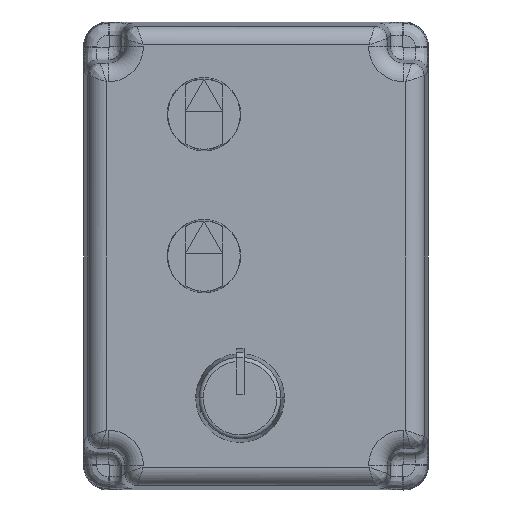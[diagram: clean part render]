
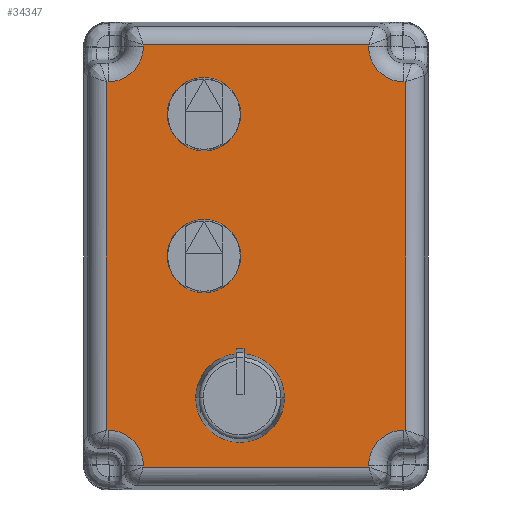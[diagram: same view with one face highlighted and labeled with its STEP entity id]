
A CAD part, front view. The second image highlights one B-rep face of the part: STEP entity #34347.
In plain terms, the highlighted planar face has unit normal (0, -1, 0).
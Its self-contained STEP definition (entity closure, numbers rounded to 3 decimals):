
#609 = CARTESIAN_POINT ( 'NONE',  ( -19.276, -21.539, 22.451 ) ) ;
#778 = ORIENTED_EDGE ( 'NONE', *, *, #24917, .T. ) ;
#845 = DIRECTION ( 'NONE',  ( 1., 0., 0. ) ) ;
#959 = EDGE_CURVE ( 'NONE', #11160, #8365, #11003, .T. ) ;
#1078 = CARTESIAN_POINT ( 'NONE',  ( -19.05, -21.539, 22.451 ) ) ;
#1158 = VECTOR ( 'NONE', #28940, 1000. ) ;
#1181 = CARTESIAN_POINT ( 'NONE',  ( 19.05, -21.539, 22.451 ) ) ;
#1534 = EDGE_CURVE ( 'NONE', #12965, #10511, #2888, .T. ) ;
#1819 = EDGE_CURVE ( 'NONE', #18547, #25333, #15250, .T. ) ;
#2232 = DIRECTION ( 'NONE',  ( -1., 0., 0. ) ) ;
#2501 = DIRECTION ( 'NONE',  ( 0., 0., 1. ) ) ;
#2582 = VECTOR ( 'NONE', #24390, 1000. ) ;
#2750 = CIRCLE ( 'NONE', #13158, 4.536 ) ;
#2782 = CARTESIAN_POINT ( 'NONE',  ( 14.514, -21.539, -26.987 ) ) ;
#2888 = LINE ( 'NONE', #18944, #12318 ) ;
#3025 = CARTESIAN_POINT ( 'NONE',  ( -22.225, -21.539, -30.162 ) ) ;
#3143 = VERTEX_POINT ( 'NONE', #19261 ) ;
#3269 = CIRCLE ( 'NONE', #5812, 4.536 ) ;
#3412 = EDGE_CURVE ( 'NONE', #20363, #3143, #20849, .T. ) ;
#3439 = VECTOR ( 'NONE', #13976, 1000. ) ;
#3633 = DIRECTION ( 'NONE',  ( -1., 0., 0. ) ) ;
#3642 = DIRECTION ( 'NONE',  ( -1., 0., 0. ) ) ;
#3680 = ORIENTED_EDGE ( 'NONE', *, *, #27567, .T. ) ;
#4190 = DIRECTION ( 'NONE',  ( -1., 0., 0. ) ) ;
#4380 = VERTEX_POINT ( 'NONE', #2782 ) ;
#4923 = DIRECTION ( 'NONE',  ( 0., 0., -1. ) ) ;
#5538 = CARTESIAN_POINT ( 'NONE',  ( 14.514, -21.539, -30.162 ) ) ;
#5668 = CARTESIAN_POINT ( 'NONE',  ( 19.276, -21.539, -30.162 ) ) ;
#5800 = CARTESIAN_POINT ( 'NONE',  ( -19.276, -21.539, -22.451 ) ) ;
#5812 = AXIS2_PLACEMENT_3D ( 'NONE', #33639, #15566, #12104 ) ;
#6469 = FACE_OUTER_BOUND ( 'NONE', #35269, .T. ) ;
#7240 = VECTOR ( 'NONE', #2501, 1000. ) ;
#7347 = EDGE_CURVE ( 'NONE', #7896, #25634, #31470, .T. ) ;
#7896 = VERTEX_POINT ( 'NONE', #1078 ) ;
#8365 = VERTEX_POINT ( 'NONE', #30398 ) ;
#8893 = DIRECTION ( 'NONE',  ( 0., -1., 0. ) ) ;
#10511 = VERTEX_POINT ( 'NONE', #5800 ) ;
#10916 = ORIENTED_EDGE ( 'NONE', *, *, #24403, .T. ) ;
#11003 = LINE ( 'NONE', #20531, #38193 ) ;
#11160 = VERTEX_POINT ( 'NONE', #15349 ) ;
#11177 = EDGE_CURVE ( 'NONE', #15213, #30699, #16147, .T. ) ;
#11325 = CARTESIAN_POINT ( 'NONE',  ( -14.514, -21.539, -26.987 ) ) ;
#11368 = CIRCLE ( 'NONE', #34096, 4.536 ) ;
#11507 = ORIENTED_EDGE ( 'NONE', *, *, #11177, .T. ) ;
#11843 = ORIENTED_EDGE ( 'NONE', *, *, #32534, .T. ) ;
#12104 = DIRECTION ( 'NONE',  ( 0., 0., -1. ) ) ;
#12195 = VECTOR ( 'NONE', #845, 1000. ) ;
#12318 = VECTOR ( 'NONE', #36597, 1000. ) ;
#12442 = LINE ( 'NONE', #31317, #12195 ) ;
#12648 = CARTESIAN_POINT ( 'NONE',  ( 19.276, -21.539, 22.451 ) ) ;
#12965 = VERTEX_POINT ( 'NONE', #30780 ) ;
#13158 = AXIS2_PLACEMENT_3D ( 'NONE', #14065, #32549, #37831 ) ;
#13976 = DIRECTION ( 'NONE',  ( 0., 0., 1. ) ) ;
#14065 = CARTESIAN_POINT ( 'NONE',  ( -19.05, -21.539, 26.988 ) ) ;
#14167 = CARTESIAN_POINT ( 'NONE',  ( 14.514, -21.539, -30.162 ) ) ;
#14363 = AXIS2_PLACEMENT_3D ( 'NONE', #24924, #33224, #14953 ) ;
#14901 = ORIENTED_EDGE ( 'NONE', *, *, #1534, .F. ) ;
#14953 = DIRECTION ( 'NONE',  ( 0., 0., -1. ) ) ;
#15213 = VERTEX_POINT ( 'NONE', #31838 ) ;
#15250 = LINE ( 'NONE', #5668, #2582 ) ;
#15349 = CARTESIAN_POINT ( 'NONE',  ( 14.514, -21.539, -27.214 ) ) ;
#15566 = DIRECTION ( 'NONE',  ( 0., 1., 0. ) ) ;
#15756 = ORIENTED_EDGE ( 'NONE', *, *, #959, .F. ) ;
#16072 = CARTESIAN_POINT ( 'NONE',  ( 14.514, -21.539, 27.214 ) ) ;
#16147 = LINE ( 'NONE', #31381, #1158 ) ;
#17661 = CARTESIAN_POINT ( 'NONE',  ( -22.225, -21.539, 22.451 ) ) ;
#18547 = VERTEX_POINT ( 'NONE', #33309 ) ;
#18552 = ORIENTED_EDGE ( 'NONE', *, *, #3412, .T. ) ;
#18944 = CARTESIAN_POINT ( 'NONE',  ( -22.225, -21.539, -22.451 ) ) ;
#19091 = CARTESIAN_POINT ( 'NONE',  ( -22.225, -21.539, 22.451 ) ) ;
#19261 = CARTESIAN_POINT ( 'NONE',  ( 14.514, -21.539, 26.988 ) ) ;
#20336 = DIRECTION ( 'NONE',  ( -1., 0., 0. ) ) ;
#20363 = VERTEX_POINT ( 'NONE', #1181 ) ;
#20531 = CARTESIAN_POINT ( 'NONE',  ( -22.225, -21.539, -27.214 ) ) ;
#20849 = CIRCLE ( 'NONE', #14363, 4.536 ) ;
#21397 = VERTEX_POINT ( 'NONE', #11325 ) ;
#21647 = VECTOR ( 'NONE', #33383, 1000. ) ;
#22354 = VECTOR ( 'NONE', #2232, 1000. ) ;
#23314 = VERTEX_POINT ( 'NONE', #38551 ) ;
#24185 = VECTOR ( 'NONE', #3642, 1000. ) ;
#24390 = DIRECTION ( 'NONE',  ( 0., 0., 1. ) ) ;
#24403 = EDGE_CURVE ( 'NONE', #39573, #15213, #31828, .T. ) ;
#24917 = EDGE_CURVE ( 'NONE', #21397, #8365, #38845, .T. ) ;
#24924 = CARTESIAN_POINT ( 'NONE',  ( 19.05, -21.539, 26.987 ) ) ;
#25178 = EDGE_CURVE ( 'NONE', #23314, #18547, #12442, .T. ) ;
#25333 = VERTEX_POINT ( 'NONE', #12648 ) ;
#25634 = VERTEX_POINT ( 'NONE', #609 ) ;
#25968 = ORIENTED_EDGE ( 'NONE', *, *, #37489, .T. ) ;
#26124 = ORIENTED_EDGE ( 'NONE', *, *, #30375, .T. ) ;
#26502 = CARTESIAN_POINT ( 'NONE',  ( -14.514, -21.539, 26.988 ) ) ;
#26843 = CARTESIAN_POINT ( 'NONE',  ( 19.05, -21.539, -26.988 ) ) ;
#27257 = VECTOR ( 'NONE', #4190, 1000. ) ;
#27567 = EDGE_CURVE ( 'NONE', #25634, #10511, #33585, .T. ) ;
#28224 = PLANE ( 'NONE',  #29411 ) ;
#28371 = ORIENTED_EDGE ( 'NONE', *, *, #7347, .T. ) ;
#28500 = VECTOR ( 'NONE', #4923, 1000. ) ;
#28647 = EDGE_CURVE ( 'NONE', #3143, #39573, #32461, .T. ) ;
#28938 = CARTESIAN_POINT ( 'NONE',  ( -14.514, -21.539, -30.162 ) ) ;
#28940 = DIRECTION ( 'NONE',  ( 0., 0., -1. ) ) ;
#29404 = ORIENTED_EDGE ( 'NONE', *, *, #1819, .T. ) ;
#29411 = AXIS2_PLACEMENT_3D ( 'NONE', #3025, #8893, #3633 ) ;
#29474 = ORIENTED_EDGE ( 'NONE', *, *, #32913, .T. ) ;
#30080 = DIRECTION ( 'NONE',  ( 0., 0., -1. ) ) ;
#30375 = EDGE_CURVE ( 'NONE', #12965, #21397, #3269, .T. ) ;
#30398 = CARTESIAN_POINT ( 'NONE',  ( -14.514, -21.539, -27.214 ) ) ;
#30542 = ORIENTED_EDGE ( 'NONE', *, *, #25178, .T. ) ;
#30699 = VERTEX_POINT ( 'NONE', #26502 ) ;
#30780 = CARTESIAN_POINT ( 'NONE',  ( -19.05, -21.539, -22.451 ) ) ;
#30866 = CARTESIAN_POINT ( 'NONE',  ( -22.225, -21.539, 27.214 ) ) ;
#31317 = CARTESIAN_POINT ( 'NONE',  ( -22.225, -21.539, -22.451 ) ) ;
#31381 = CARTESIAN_POINT ( 'NONE',  ( -14.514, -21.539, -30.162 ) ) ;
#31470 = LINE ( 'NONE', #19091, #24185 ) ;
#31828 = LINE ( 'NONE', #30866, #27257 ) ;
#31838 = CARTESIAN_POINT ( 'NONE',  ( -14.514, -21.539, 27.214 ) ) ;
#32461 = LINE ( 'NONE', #14167, #3439 ) ;
#32534 = EDGE_CURVE ( 'NONE', #11160, #4380, #33389, .T. ) ;
#32549 = DIRECTION ( 'NONE',  ( 0., 1., 0. ) ) ;
#32913 = EDGE_CURVE ( 'NONE', #30699, #7896, #2750, .T. ) ;
#33224 = DIRECTION ( 'NONE',  ( 0., 1., 0. ) ) ;
#33309 = CARTESIAN_POINT ( 'NONE',  ( 19.276, -21.539, -22.451 ) ) ;
#33383 = DIRECTION ( 'NONE',  ( 0., 0., -1. ) ) ;
#33389 = LINE ( 'NONE', #5538, #7240 ) ;
#33585 = LINE ( 'NONE', #39054, #21647 ) ;
#33639 = CARTESIAN_POINT ( 'NONE',  ( -19.05, -21.539, -26.987 ) ) ;
#34096 = AXIS2_PLACEMENT_3D ( 'NONE', #26843, #39019, #30080 ) ;
#34132 = LINE ( 'NONE', #17661, #22354 ) ;
#34265 = ORIENTED_EDGE ( 'NONE', *, *, #38703, .T. ) ;
#34347 = ADVANCED_FACE ( 'NONE', ( #6469 ), #28224, .T. ) ;
#35269 = EDGE_LOOP ( 'NONE', ( #11507, #29474, #28371, #3680, #14901, #26124, #778, #15756, #11843, #34265, #30542, #29404, #25968, #18552, #39118, #10916 ) ) ;
#36597 = DIRECTION ( 'NONE',  ( -1., 0., 0. ) ) ;
#37489 = EDGE_CURVE ( 'NONE', #25333, #20363, #34132, .T. ) ;
#37831 = DIRECTION ( 'NONE',  ( 0., 0., -1. ) ) ;
#38193 = VECTOR ( 'NONE', #20336, 1000. ) ;
#38551 = CARTESIAN_POINT ( 'NONE',  ( 19.05, -21.539, -22.451 ) ) ;
#38703 = EDGE_CURVE ( 'NONE', #4380, #23314, #11368, .T. ) ;
#38845 = LINE ( 'NONE', #28938, #28500 ) ;
#39019 = DIRECTION ( 'NONE',  ( 0., 1., 0. ) ) ;
#39054 = CARTESIAN_POINT ( 'NONE',  ( -19.276, -21.539, -30.162 ) ) ;
#39118 = ORIENTED_EDGE ( 'NONE', *, *, #28647, .T. ) ;
#39573 = VERTEX_POINT ( 'NONE', #16072 ) ;
